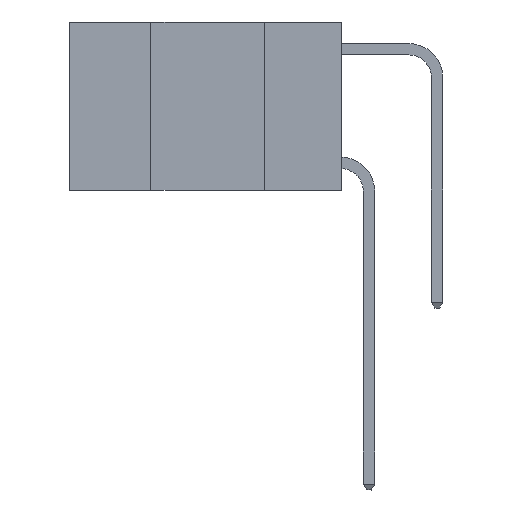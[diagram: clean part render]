
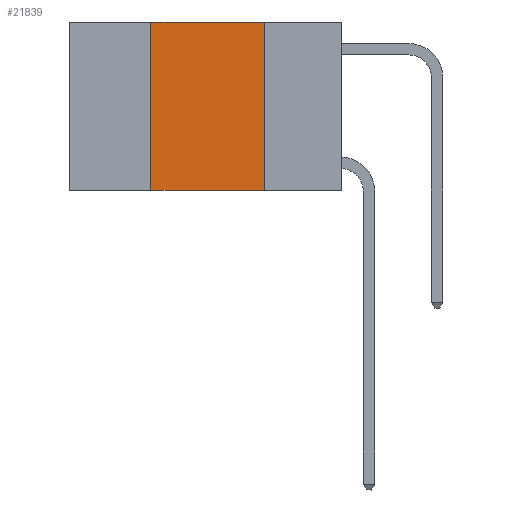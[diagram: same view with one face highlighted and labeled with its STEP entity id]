
A CAD part, left-side view. The second image highlights one B-rep face of the part: STEP entity #21839.
In plain terms, the highlighted planar face has unit normal (-1, 0, 0).
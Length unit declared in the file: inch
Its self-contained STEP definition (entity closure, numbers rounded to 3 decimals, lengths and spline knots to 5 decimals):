
#734 = CARTESIAN_POINT ( 'NONE',  ( 0., 0.17, 0. ) ) ;
#814 = DIRECTION ( 'NONE',  ( 0., 0., -1. ) ) ;
#2352 = EDGE_CURVE ( 'NONE', #21440, #6850, #23109, .T. ) ;
#2516 = CARTESIAN_POINT ( 'NONE',  ( 0., 0.6, 0. ) ) ;
#3700 = CARTESIAN_POINT ( 'NONE',  ( 0., 0.17, -0.37 ) ) ;
#4066 = ORIENTED_EDGE ( 'NONE', *, *, #20900, .F. ) ;
#5349 = VERTEX_POINT ( 'NONE', #27613 ) ;
#5375 = CARTESIAN_POINT ( 'NONE',  ( 0., 0.6, 0. ) ) ;
#5740 = CARTESIAN_POINT ( 'NONE',  ( 0., 0.17, 0. ) ) ;
#5992 = AXIS2_PLACEMENT_3D ( 'NONE', #5375, #9848, #814 ) ;
#6553 = EDGE_LOOP ( 'NONE', ( #4066, #14050, #19797, #14580 ) ) ;
#6850 = VERTEX_POINT ( 'NONE', #3700 ) ;
#8278 = CARTESIAN_POINT ( 'NONE',  ( 0., 0.42, -0.37 ) ) ;
#9700 = DIRECTION ( 'NONE',  ( 0., -1., 0. ) ) ;
#9848 = DIRECTION ( 'NONE',  ( 1., 0., 0. ) ) ;
#11685 = LINE ( 'NONE', #2516, #14260 ) ;
#11843 = VECTOR ( 'NONE', #9700, 39.37008 ) ;
#11906 = LINE ( 'NONE', #5740, #15998 ) ;
#12606 = CARTESIAN_POINT ( 'NONE',  ( 0., 0.42, 0. ) ) ;
#14050 = ORIENTED_EDGE ( 'NONE', *, *, #22528, .F. ) ;
#14260 = VECTOR ( 'NONE', #24388, 39.37008 ) ;
#14580 = ORIENTED_EDGE ( 'NONE', *, *, #2352, .T. ) ;
#15998 = VECTOR ( 'NONE', #20600, 39.37008 ) ;
#18141 = VECTOR ( 'NONE', #19571, 39.37008 ) ;
#18239 = FACE_OUTER_BOUND ( 'NONE', #6553, .T. ) ;
#18393 = CARTESIAN_POINT ( 'NONE',  ( 0., 0.6, -0.37 ) ) ;
#19571 = DIRECTION ( 'NONE',  ( 0., 0., 1. ) ) ;
#19797 = ORIENTED_EDGE ( 'NONE', *, *, #26514, .F. ) ;
#20600 = DIRECTION ( 'NONE',  ( 0., 0., -1. ) ) ;
#20900 = EDGE_CURVE ( 'NONE', #26206, #6850, #11906, .T. ) ;
#21440 = VERTEX_POINT ( 'NONE', #8278 ) ;
#21839 = ADVANCED_FACE ( 'NONE', ( #18239 ), #27259, .F. ) ;
#22528 = EDGE_CURVE ( 'NONE', #5349, #26206, #11685, .T. ) ;
#23109 = LINE ( 'NONE', #18393, #11843 ) ;
#23720 = LINE ( 'NONE', #12606, #18141 ) ;
#24388 = DIRECTION ( 'NONE',  ( 0., -1., 0. ) ) ;
#26206 = VERTEX_POINT ( 'NONE', #734 ) ;
#26514 = EDGE_CURVE ( 'NONE', #21440, #5349, #23720, .T. ) ;
#27259 = PLANE ( 'NONE',  #5992 ) ;
#27613 = CARTESIAN_POINT ( 'NONE',  ( 0., 0.42, 0. ) ) ;
